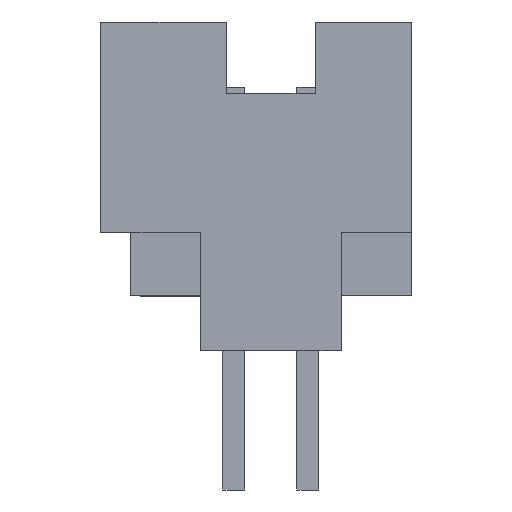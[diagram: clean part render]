
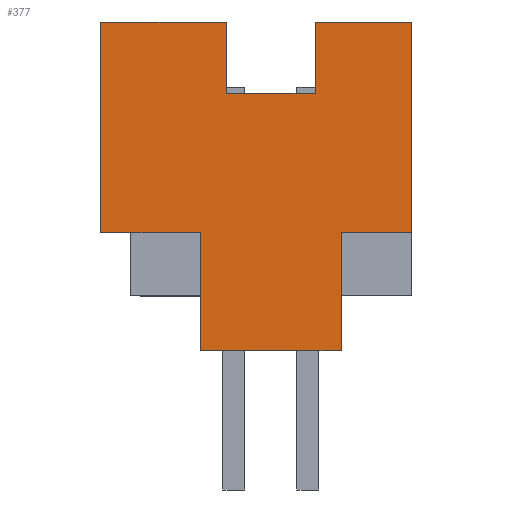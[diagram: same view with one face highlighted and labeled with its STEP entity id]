
A CAD part, left-side view. The second image highlights one B-rep face of the part: STEP entity #377.
In plain terms, the highlighted planar face has unit normal (-1, 0, 0).
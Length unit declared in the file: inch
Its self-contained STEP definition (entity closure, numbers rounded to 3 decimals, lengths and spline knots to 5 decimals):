
#61=FACE_OUTER_BOUND('',#1407,.T.);
#377=ADVANCED_FACE('',(#61),#700,.T.);
#700=PLANE('',#6313);
#1407=EDGE_LOOP('',(#2066,#2067,#2068,#2069,#2070,#2071,#2072,#2073,#2074,
#2075,#2076,#2077));
#2066=ORIENTED_EDGE('',*,*,#4522,.T.);
#2067=ORIENTED_EDGE('',*,*,#4523,.T.);
#2068=ORIENTED_EDGE('',*,*,#4524,.F.);
#2069=ORIENTED_EDGE('',*,*,#4525,.F.);
#2070=ORIENTED_EDGE('',*,*,#4521,.T.);
#2071=ORIENTED_EDGE('',*,*,#4487,.F.);
#2072=ORIENTED_EDGE('',*,*,#4526,.F.);
#2073=ORIENTED_EDGE('',*,*,#4527,.F.);
#2074=ORIENTED_EDGE('',*,*,#4528,.F.);
#2075=ORIENTED_EDGE('',*,*,#4461,.F.);
#2076=ORIENTED_EDGE('',*,*,#4529,.F.);
#2077=ORIENTED_EDGE('',*,*,#4530,.T.);
#3840=VERTEX_POINT('',#8866);
#3841=VERTEX_POINT('',#8867);
#3860=VERTEX_POINT('',#8915);
#3861=VERTEX_POINT('',#8917);
#3881=VERTEX_POINT('',#8963);
#3889=VERTEX_POINT('',#8984);
#3890=VERTEX_POINT('',#8985);
#3891=VERTEX_POINT('',#8987);
#3892=VERTEX_POINT('',#8989);
#3893=VERTEX_POINT('',#8992);
#3894=VERTEX_POINT('',#8994);
#3895=VERTEX_POINT('',#8997);
#4461=EDGE_CURVE('',#3840,#3841,#5246,.T.);
#4487=EDGE_CURVE('',#3860,#3861,#5272,.T.);
#4521=EDGE_CURVE('',#3881,#3861,#5306,.T.);
#4522=EDGE_CURVE('',#3889,#3890,#5307,.T.);
#4523=EDGE_CURVE('',#3890,#3891,#5308,.T.);
#4524=EDGE_CURVE('',#3892,#3891,#5309,.T.);
#4525=EDGE_CURVE('',#3881,#3892,#5310,.T.);
#4526=EDGE_CURVE('',#3893,#3860,#5311,.T.);
#4527=EDGE_CURVE('',#3894,#3893,#5312,.T.);
#4528=EDGE_CURVE('',#3841,#3894,#5313,.T.);
#4529=EDGE_CURVE('',#3895,#3840,#5314,.T.);
#4530=EDGE_CURVE('',#3895,#3889,#5315,.T.);
#5246=LINE('',#8865,#5833);
#5272=LINE('',#8916,#5859);
#5306=LINE('',#8981,#5893);
#5307=LINE('',#8983,#5894);
#5308=LINE('',#8986,#5895);
#5309=LINE('',#8988,#5896);
#5310=LINE('',#8990,#5897);
#5311=LINE('',#8991,#5898);
#5312=LINE('',#8993,#5899);
#5313=LINE('',#8995,#5900);
#5314=LINE('',#8996,#5901);
#5315=LINE('',#8998,#5902);
#5833=VECTOR('',#6760,1.);
#5859=VECTOR('',#6794,1.);
#5893=VECTOR('',#6834,1.);
#5894=VECTOR('',#6837,1.);
#5895=VECTOR('',#6838,1.);
#5896=VECTOR('',#6839,1.);
#5897=VECTOR('',#6840,1.);
#5898=VECTOR('',#6841,1.);
#5899=VECTOR('',#6842,1.);
#5900=VECTOR('',#6843,1.);
#5901=VECTOR('',#6844,1.);
#5902=VECTOR('',#6845,1.);
#6313=AXIS2_PLACEMENT_3D('',#8999,#6846,#6847);
#6760=DIRECTION('',(0.,-1.,0.));
#6794=DIRECTION('',(0.,-1.,0.));
#6834=DIRECTION('',(0.,0.,1.));
#6837=DIRECTION('',(0.,0.,-1.));
#6838=DIRECTION('',(0.,-1.,0.));
#6839=DIRECTION('',(0.,0.,-1.));
#6840=DIRECTION('',(0.,1.,0.));
#6841=DIRECTION('',(0.,0.,1.));
#6842=DIRECTION('',(0.,-1.,0.));
#6843=DIRECTION('',(0.,0.,-1.));
#6844=DIRECTION('',(0.,0.,1.));
#6845=DIRECTION('',(0.,-1.,0.));
#6846=DIRECTION('',(-1.,0.,0.));
#6847=DIRECTION('',(0.,0.,1.));
#8865=CARTESIAN_POINT('',(-0.11,0.095,0.2223));
#8866=CARTESIAN_POINT('',(-0.11,0.115,0.2223));
#8867=CARTESIAN_POINT('',(-0.11,0.03,0.2223));
#8915=CARTESIAN_POINT('',(-0.11,-0.03,0.2223));
#8916=CARTESIAN_POINT('',(-0.11,0.095,0.2223));
#8917=CARTESIAN_POINT('',(-0.11,-0.095,0.2223));
#8963=CARTESIAN_POINT('',(-0.11,-0.095,0.08));
#8981=CARTESIAN_POINT('',(-0.11,-0.095,0.0373));
#8983=CARTESIAN_POINT('',(-0.11,0.0475,0.08));
#8984=CARTESIAN_POINT('',(-0.11,0.0475,0.08));
#8985=CARTESIAN_POINT('',(-0.11,0.0475,0.));
#8986=CARTESIAN_POINT('',(-0.11,0.095,0.));
#8987=CARTESIAN_POINT('',(-0.11,-0.0475,0.));
#8988=CARTESIAN_POINT('',(-0.11,-0.0475,0.08));
#8989=CARTESIAN_POINT('',(-0.11,-0.0475,0.08));
#8990=CARTESIAN_POINT('',(-0.11,-0.0475,0.08));
#8991=CARTESIAN_POINT('',(-0.11,-0.03,0.0373));
#8992=CARTESIAN_POINT('',(-0.11,-0.03,0.1743));
#8993=CARTESIAN_POINT('',(-0.11,0.,0.1743));
#8994=CARTESIAN_POINT('',(-0.11,0.03,0.1743));
#8995=CARTESIAN_POINT('',(-0.11,0.03,0.0373));
#8996=CARTESIAN_POINT('',(-0.11,0.115,0.0173));
#8997=CARTESIAN_POINT('',(-0.11,0.115,0.08));
#8998=CARTESIAN_POINT('',(-0.11,0.0475,0.08));
#8999=CARTESIAN_POINT('',(-0.11,0.,0.0373));
